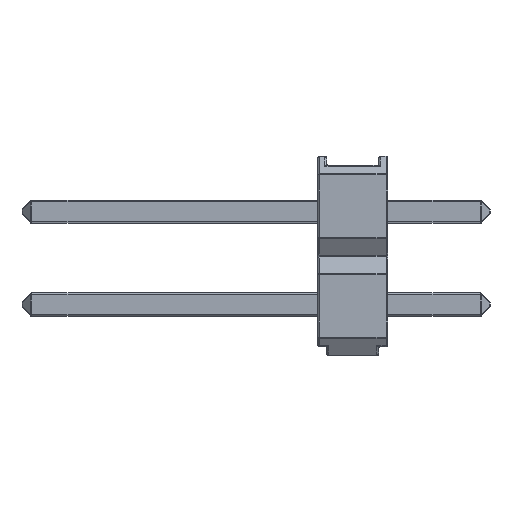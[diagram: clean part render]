
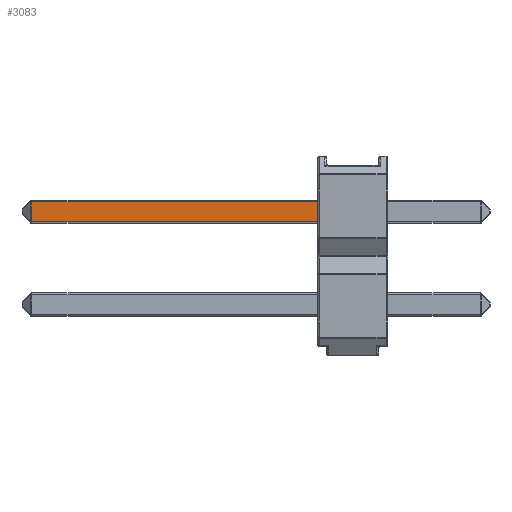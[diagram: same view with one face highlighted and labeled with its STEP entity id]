
A CAD part, left-side view. The second image highlights one B-rep face of the part: STEP entity #3083.
In plain terms, the highlighted planar face has unit normal (-1, 0, 0).
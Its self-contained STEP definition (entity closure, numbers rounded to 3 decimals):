
#671 = EDGE_CURVE ( 'NONE', #3040, #6657, #4711, .T. ) ;
#735 = CARTESIAN_POINT ( 'NONE',  ( -0.32, 0.96, 0.94 ) ) ;
#1475 = VECTOR ( 'NONE', #6311, 1000. ) ;
#1611 = VECTOR ( 'NONE', #10202, 1000. ) ;
#1747 = LINE ( 'NONE', #8196, #2136 ) ;
#1812 = DIRECTION ( 'NONE',  ( 0., 0., -1. ) ) ;
#2086 = CARTESIAN_POINT ( 'NONE',  ( -0.32, 0.96, 0.89 ) ) ;
#2136 = VECTOR ( 'NONE', #14021, 1000. ) ;
#3040 = VERTEX_POINT ( 'NONE', #735 ) ;
#3083 = ADVANCED_FACE ( 'NONE', ( #3688 ), #11314, .F. ) ;
#3688 = FACE_OUTER_BOUND ( 'NONE', #7479, .T. ) ;
#3749 = ORIENTED_EDGE ( 'NONE', *, *, #12511, .T. ) ;
#4144 = ORIENTED_EDGE ( 'NONE', *, *, #4436, .T. ) ;
#4436 = EDGE_CURVE ( 'NONE', #6907, #4443, #11433, .T. ) ;
#4443 = VERTEX_POINT ( 'NONE', #12234 ) ;
#4711 = LINE ( 'NONE', #2086, #1611 ) ;
#6311 = DIRECTION ( 'NONE',  ( 0., -1., 0. ) ) ;
#6657 = VERTEX_POINT ( 'NONE', #11666 ) ;
#6662 = DIRECTION ( 'NONE',  ( 1., 0., 0. ) ) ;
#6907 = VERTEX_POINT ( 'NONE', #10859 ) ;
#7479 = EDGE_LOOP ( 'NONE', ( #9687, #3749, #4144, #8291 ) ) ;
#7886 = AXIS2_PLACEMENT_3D ( 'NONE', #13636, #6662, #14819 ) ;
#8196 = CARTESIAN_POINT ( 'NONE',  ( -0.32, 9.04, 1.48 ) ) ;
#8291 = ORIENTED_EDGE ( 'NONE', *, *, #14062, .T. ) ;
#8302 = VECTOR ( 'NONE', #1812, 1000. ) ;
#9687 = ORIENTED_EDGE ( 'NONE', *, *, #671, .T. ) ;
#9813 = CARTESIAN_POINT ( 'NONE',  ( -0.32, 0.96, 0.94 ) ) ;
#10202 = DIRECTION ( 'NONE',  ( 0., 0., 1. ) ) ;
#10859 = CARTESIAN_POINT ( 'NONE',  ( -0.32, 8.769, 1.48 ) ) ;
#11314 = PLANE ( 'NONE',  #7886 ) ;
#11433 = LINE ( 'NONE', #13380, #8302 ) ;
#11666 = CARTESIAN_POINT ( 'NONE',  ( -0.32, 0.96, 1.48 ) ) ;
#12234 = CARTESIAN_POINT ( 'NONE',  ( -0.32, 8.769, 0.94 ) ) ;
#12511 = EDGE_CURVE ( 'NONE', #6657, #6907, #1747, .T. ) ;
#13380 = CARTESIAN_POINT ( 'NONE',  ( -0.32, 8.769, 0.89 ) ) ;
#13636 = CARTESIAN_POINT ( 'NONE',  ( -0.32, 9.04, 0.89 ) ) ;
#13847 = LINE ( 'NONE', #9813, #1475 ) ;
#14021 = DIRECTION ( 'NONE',  ( 0., 1., 0. ) ) ;
#14062 = EDGE_CURVE ( 'NONE', #4443, #3040, #13847, .T. ) ;
#14819 = DIRECTION ( 'NONE',  ( 0., 0., -1. ) ) ;
